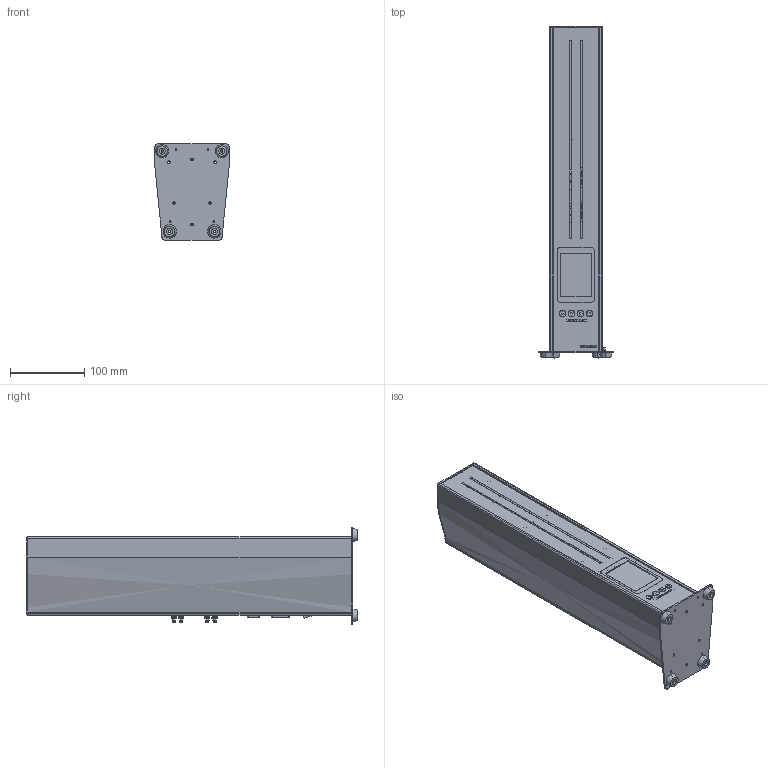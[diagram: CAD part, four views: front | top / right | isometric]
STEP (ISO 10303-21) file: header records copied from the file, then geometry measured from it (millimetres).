
FILE_DESCRIPTION (( 'STEP AP214' ), '1' );
FILE_NAME ('ML-2CT-A2_part.STEP', '2024-08-08T05:43:41', ( 'User' ), ( 'user' ), 'SwSTEP 2.0', 'SolidWorks 2020', '' );
FILE_SCHEMA (( 'AUTOMOTIVE_DESIGN' ));
Length unit declared in the file: millimetre
Products named in the file (1): ML-2CT-A2_part
Bounding box: 100 x 446 x 130 mm (x, y, z)
Surface area: 244746.2 mm2 (no closed solid volume)
Topology: 0 solids, 68 shells, 527 faces, 2525 edges, 2063 vertices
Faces by surface type: cylinder 216, plane 206, cone 68, bspline 35, torus 2
Entity records: 37775 total; most frequent: CARTESIAN_POINT 12231, DIRECTION 3816, ORIENTED_EDGE 3459, EDGE_CURVE 2525, VERTEX_POINT 2063, VECTOR 1522, LINE 1522, AXIS2_PLACEMENT_3D 1147
